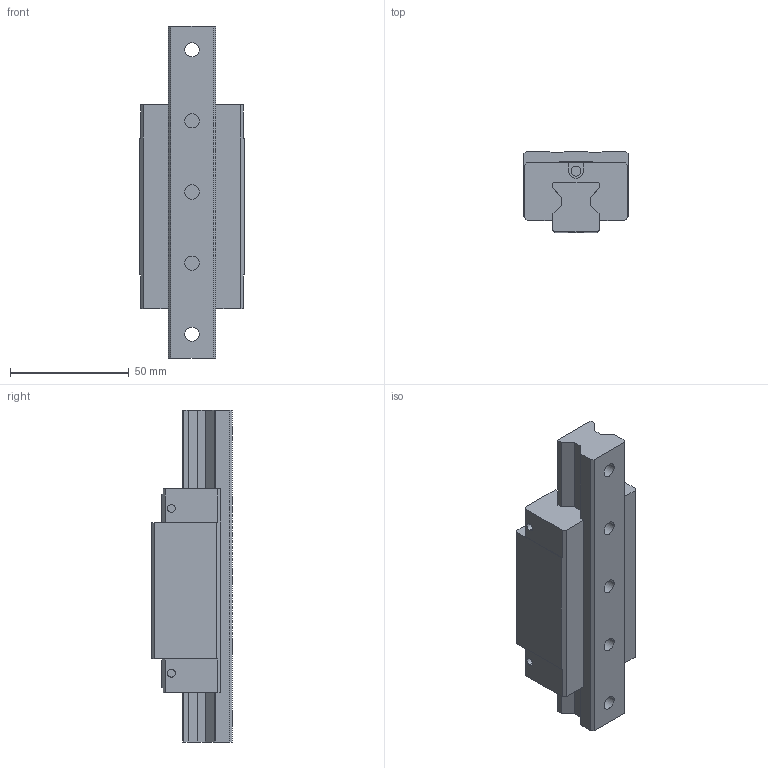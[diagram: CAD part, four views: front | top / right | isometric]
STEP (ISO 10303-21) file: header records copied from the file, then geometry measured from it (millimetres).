
FILE_DESCRIPTION((''),'2;1');
FILE_NAME('RGH20C','2009-12-17T',('minyao'),(''),'PRO/ENGINEER BY PARAMETRIC TECHNOLOGY CORPORATION, 2004360','PRO/ENGINEER BY PARAMETRIC TECHNOLOGY CORPORATION, 2004360','');
FILE_SCHEMA(('CONFIG_CONTROL_DESIGN'));
Length unit declared in the file: millimetre
Products named in the file (1): RGH20C
Bounding box: 44 x 34 x 140 mm (x, y, z)
Volume: 125592.6 mm3; surface area: 23465.9 mm2
Topology: 1 solids, 3 shells, 152 faces, 378 edges, 252 vertices
Faces by surface type: plane 98, cylinder 54
Entity records: 4572 total; most frequent: DIRECTION 790, CARTESIAN_POINT 782, ORIENTED_EDGE 756, EDGE_CURVE 378, VECTOR 270, LINE 270, AXIS2_PLACEMENT_3D 260, VERTEX_POINT 252
